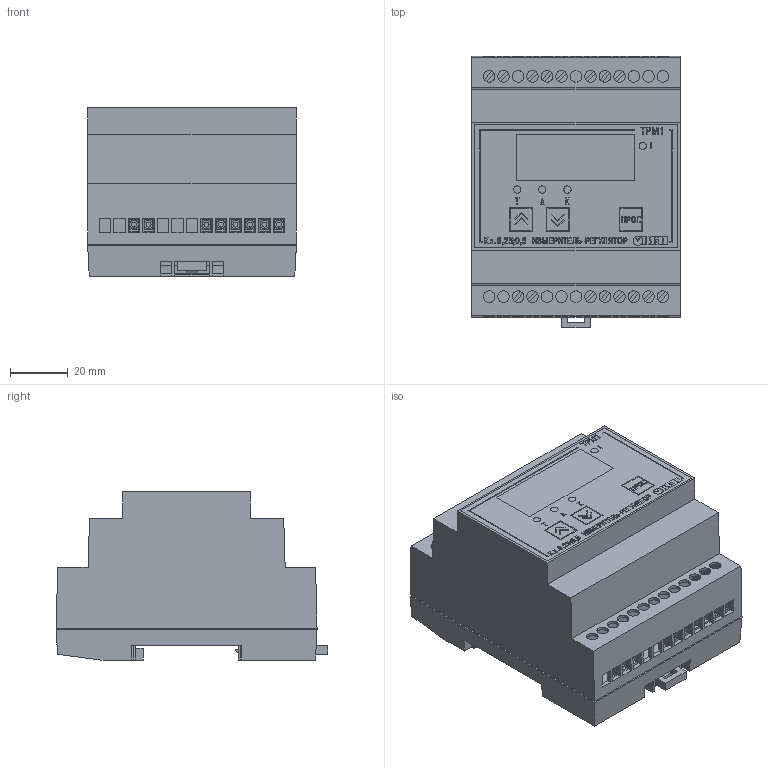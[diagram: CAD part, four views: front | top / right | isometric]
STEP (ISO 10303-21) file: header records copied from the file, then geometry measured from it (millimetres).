
FILE_DESCRIPTION (( 'STEP AP214' ), '1' );
FILE_NAME ('ﾒﾐﾌ1-ﾄ.STEP', '2015-04-20T11:14:13', ( 'admin' ), ( '' ), 'SwSTEP 2.0', 'SolidWorks 2010', '' );
FILE_SCHEMA (( 'AUTOMOTIVE_DESIGN' ));
Length unit declared in the file: millimetre
Products named in the file (5): Êîðïóñ Ä4_ì; Ýòèêåòêà ÒÐÌ1-Ä; Çàùåëêà; Êëåììà âèíòîâàÿ; ﾒﾐﾌ1-ﾄ
Assembly tree (19 placements, depth 2):
  ﾒﾐﾌ1-ﾄ
    Êëåììà âèíòîâàÿ  x16
    Êîðïóñ Ä4_ì
    Çàùåëêà
    Ýòèêåòêà ÒÐÌ1-Ä
Bounding box: 72 x 93.71 x 58.01 mm (x, y, z)
Volume: 223575.5 mm3; surface area: 65986.7 mm2
Topology: 19 solids, 19 shells, 1633 faces, 4348 edges, 2866 vertices
Faces by surface type: plane 1305, cylinder 239, bspline 89
Entity records: 38915 total; most frequent: CARTESIAN_POINT 7084, ORIENTED_EDGE 5186, DIRECTION 4347, EDGE_CURVE 2593, LINE 2257, VECTOR 2257, VERTEX_POINT 1726, EDGE_LOOP 1153
